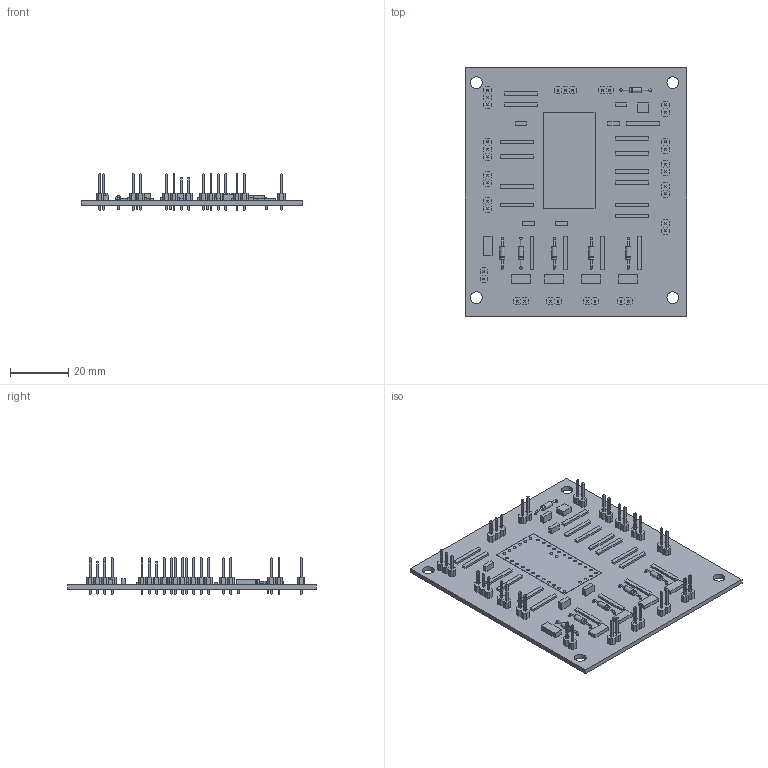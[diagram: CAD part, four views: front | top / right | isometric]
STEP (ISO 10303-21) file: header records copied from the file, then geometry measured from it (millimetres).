
FILE_DESCRIPTION(/* description */ (''),/* implementation_level */ '2;1');
FILE_NAME(/* name */ 'coin_acceptor v11.step',/* time_stamp */ '2020-04-07T12:08:14+02:00',/* author */ (''),/* organization */ (''),/* preprocessor_version */ 'ST-DEVELOPER v18',/* originating_system */ 'Autodesk Translation Framework v8.12.0.6',/* authorisation */ '');
FILE_SCHEMA (('AUTOMOTIVE_DESIGN { 1 0 10303 214 3 1 1 }'));
Length unit declared in the file: millimetre
Products named in the file (14): coin_acceptor; PCB Component; Board; ARDUINO_PRO_MINI; 1X03; 1X02; 1N4446; IRF512; 5k; 10uF; LED5MM; BC547; E2,5-5; 78XXS
Assembly tree (53 placements, depth 3):
  coin_acceptor
    PCB Component
      Board
      ARDUINO_PRO_MINI
      1X02  x13
      1X03  x3
      1N4446  x6
      IRF512  x4
      5k  x17
      10uF
      LED5MM  x2
      BC547
      E2,5-5  x2
      78XXS
Bounding box: 75.87 x 85.08 x 12.64 mm (x, y, z)
Volume: 11110.8 mm3; surface area: 18696 mm2
Topology: 58 solids, 58 shells, 1316 faces, 3086 edges, 1968 vertices
Faces by surface type: plane 1120, cylinder 184, torus 12
Full cylindrical faces by diameter (mm): 0.55 x24, 0.813 x59, 1 x35, 1.016 x50, 1.75 x6, 1.78 x6, 4 x4
Entity records: 12172 total; most frequent: DIRECTION 2018, CARTESIAN_POINT 1865, ORIENTED_EDGE 1760, EDGE_CURVE 880, AXIS2_PLACEMENT_3D 727, EDGE_LOOP 652, VERTEX_POINT 574, LINE 564
